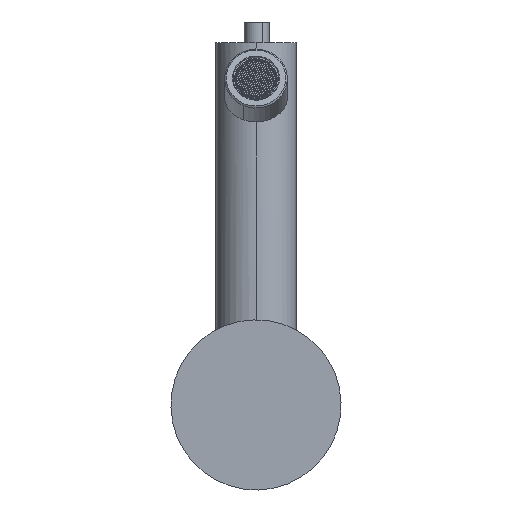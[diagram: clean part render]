
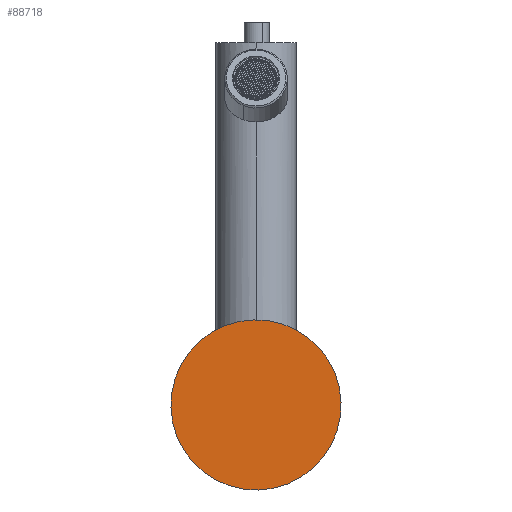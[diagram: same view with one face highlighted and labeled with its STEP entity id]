
A CAD part, front view. The second image highlights one B-rep face of the part: STEP entity #88718.
In plain terms, the highlighted planar face has unit normal (0, -1, 0).
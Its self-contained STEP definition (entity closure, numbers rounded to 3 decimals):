
#225 = EDGE_LOOP ( 'NONE', ( #10999, #51705 ) ) ;
#4070 = CARTESIAN_POINT ( 'NONE',  ( -14.158, -4., 22.99 ) ) ;
#6158 = DIRECTION ( 'NONE',  ( 0., 1., 0. ) ) ;
#9321 = DIRECTION ( 'NONE',  ( 0., 1., 0. ) ) ;
#10452 = EDGE_CURVE ( 'NONE', #91907, #71186, #92715, .T. ) ;
#10999 = ORIENTED_EDGE ( 'NONE', *, *, #10452, .F. ) ;
#17000 = CIRCLE ( 'NONE', #18547, 27. ) ;
#17101 = CARTESIAN_POINT ( 'NONE',  ( 0., -4., 0. ) ) ;
#17205 = EDGE_CURVE ( 'NONE', #71186, #91907, #17000, .T. ) ;
#18362 = AXIS2_PLACEMENT_3D ( 'NONE', #95799, #80734, #43802 ) ;
#18547 = AXIS2_PLACEMENT_3D ( 'NONE', #46503, #6158, #64415 ) ;
#38287 = AXIS2_PLACEMENT_3D ( 'NONE', #17101, #9321, #39407 ) ;
#39407 = DIRECTION ( 'NONE',  ( -0.524, 0., 0.851 ) ) ;
#43802 = DIRECTION ( 'NONE',  ( -0.524, 0., 0.851 ) ) ;
#45263 = FACE_OUTER_BOUND ( 'NONE', #225, .T. ) ;
#46503 = CARTESIAN_POINT ( 'NONE',  ( 0., -4., 0. ) ) ;
#51705 = ORIENTED_EDGE ( 'NONE', *, *, #17205, .F. ) ;
#61896 = CARTESIAN_POINT ( 'NONE',  ( 14.158, -4., -22.99 ) ) ;
#64415 = DIRECTION ( 'NONE',  ( -0.524, 0., 0.851 ) ) ;
#71186 = VERTEX_POINT ( 'NONE', #4070 ) ;
#74914 = PLANE ( 'NONE',  #38287 ) ;
#80734 = DIRECTION ( 'NONE',  ( 0., 1., 0. ) ) ;
#88718 = ADVANCED_FACE ( 'NONE', ( #45263 ), #74914, .F. ) ;
#91907 = VERTEX_POINT ( 'NONE', #61896 ) ;
#92715 = CIRCLE ( 'NONE', #18362, 27. ) ;
#95799 = CARTESIAN_POINT ( 'NONE',  ( 0., -4., 0. ) ) ;
